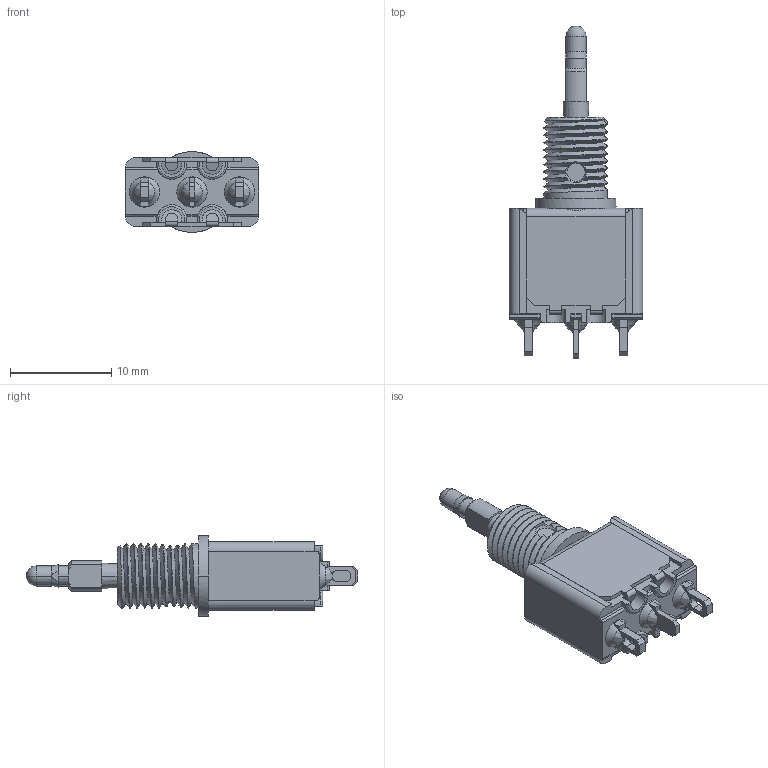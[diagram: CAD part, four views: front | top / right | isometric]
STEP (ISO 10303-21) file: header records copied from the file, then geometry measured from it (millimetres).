
FILE_DESCRIPTION((''),'2;1');
FILE_NAME('5637_B-4N','2014-12-22T',('brevel'),(''),'PRO/ENGINEER BY PARAMETRIC TECHNOLOGY CORPORATION, 2013410','PRO/ENGINEER BY PARAMETRIC TECHNOLOGY CORPORATION, 2013410','');
FILE_SCHEMA(('CONFIG_CONTROL_DESIGN'));
Length unit declared in the file: millimetre
Products named in the file (1): 5637_B-4N
Bounding box: 13.2 x 32.86 x 8 mm (x, y, z)
Surface area: 1301 mm2 (no closed solid volume)
Topology: 0 solids, 6 shells, 309 faces, 1008 edges, 688 vertices
Faces by surface type: plane 166, cylinder 78, bspline 42, cone 11, torus 10, sphere 2
Entity records: 15882 total; most frequent: CARTESIAN_POINT 7553, ORIENTED_EDGE 1837, DIRECTION 1507, EDGE_CURVE 1006, VERTEX_POINT 688, VECTOR 509, LINE 509, AXIS2_PLACEMENT_3D 499
